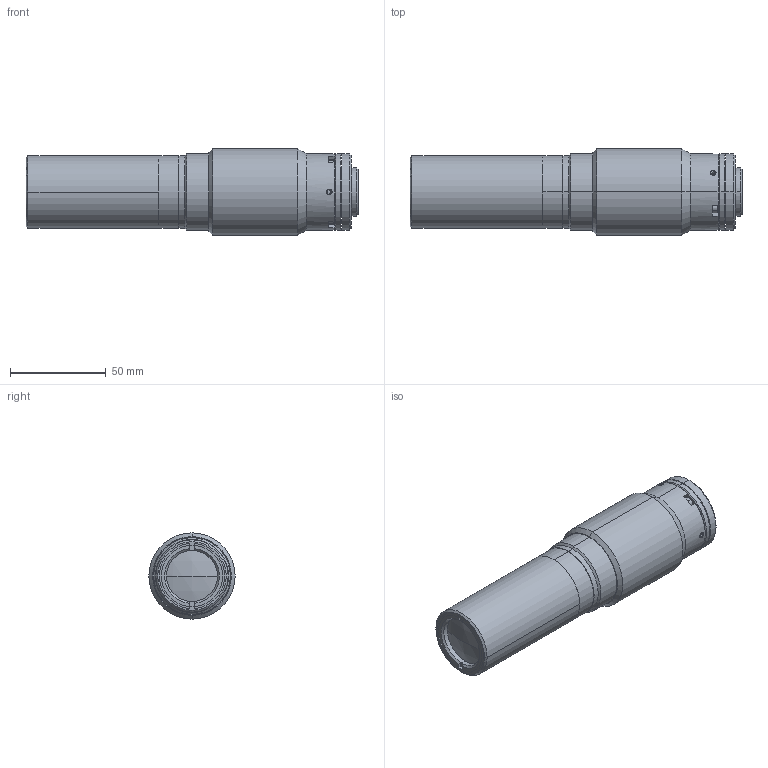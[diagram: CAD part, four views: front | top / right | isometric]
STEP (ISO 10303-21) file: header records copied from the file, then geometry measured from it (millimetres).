
FILE_DESCRIPTION (( 'STEP AP203' ), '1' );
FILE_NAME ('DP71420_TC4MHR016-C.step', '2021-10-04T15:31:22', ( '' ), ( '' ), 'SwSTEP 2.0', 'SolidWorks 2021', '' );
FILE_SCHEMA (( 'CONFIG_CONTROL_DESIGN' ));
Length unit declared in the file: millimetre
Products named in the file (1): DP71420_TC4MHR016-C
Bounding box: 173 x 45 x 45 mm (x, y, z)
Surface area: 31447.8 mm2 (no closed solid volume)
Topology: 0 solids, 14 shells, 123 faces, 329 edges, 220 vertices
Faces by surface type: plane 51, cylinder 36, cone 28, torus 6, sphere 2
Entity records: 4099 total; most frequent: CARTESIAN_POINT 907, DIRECTION 705, ORIENTED_EDGE 552, EDGE_CURVE 329, AXIS2_PLACEMENT_3D 278, VERTEX_POINT 220, CIRCLE 154, LINE 149
